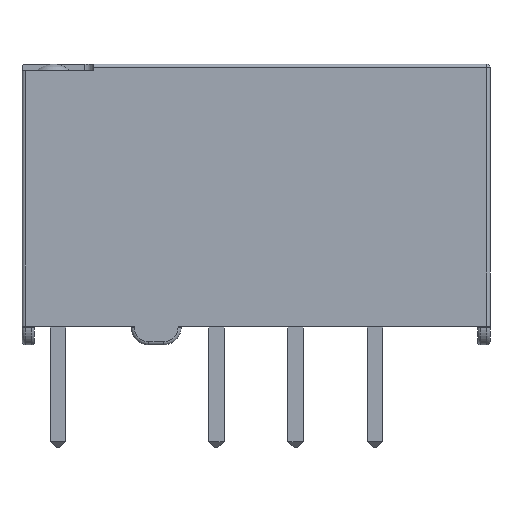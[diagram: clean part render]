
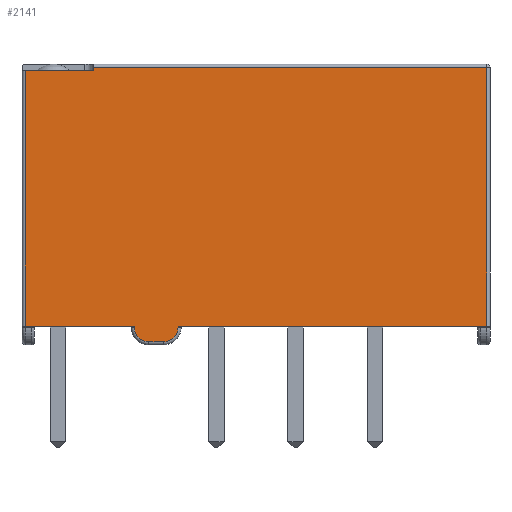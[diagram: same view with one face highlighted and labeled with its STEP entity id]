
A CAD part, front view. The second image highlights one B-rep face of the part: STEP entity #2141.
In plain terms, the highlighted planar face has unit normal (0, -1, 0).
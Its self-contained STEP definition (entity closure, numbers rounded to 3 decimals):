
#1180 = VERTEX_POINT('',#1181);
#1181 = CARTESIAN_POINT('',(-3.9,-3.75,0.6));
#1188 = EDGE_CURVE('',#1189,#1180,#1191,.T.);
#1189 = VERTEX_POINT('',#1190);
#1190 = CARTESIAN_POINT('',(-4.,-3.75,0.6));
#1191 = LINE('',#1192,#1193);
#1192 = CARTESIAN_POINT('',(-0.04,-3.75,0.6));
#1193 = VECTOR('',#1194,1.);
#1194 = DIRECTION('',(1.,0.,0.));
#1196 = EDGE_CURVE('',#1189,#1197,#1199,.T.);
#1197 = VERTEX_POINT('',#1198);
#1198 = CARTESIAN_POINT('',(-7.4,-3.75,0.6));
#1199 = LINE('',#1200,#1201);
#1200 = CARTESIAN_POINT('',(7.5,-3.75,0.6));
#1201 = VECTOR('',#1202,1.);
#1202 = DIRECTION('',(-1.,0.,0.));
#1234 = VERTEX_POINT('',#1235);
#1235 = CARTESIAN_POINT('',(-5.2,-3.75,8.8));
#1241 = EDGE_CURVE('',#1234,#1242,#1244,.T.);
#1242 = VERTEX_POINT('',#1243);
#1243 = CARTESIAN_POINT('',(-7.4,-3.75,8.8));
#1244 = LINE('',#1245,#1246);
#1245 = CARTESIAN_POINT('',(-5.2,-3.75,8.8));
#1246 = VECTOR('',#1247,1.);
#1247 = DIRECTION('',(-1.,0.,0.));
#1276 = EDGE_CURVE('',#1197,#1242,#1277,.T.);
#1277 = LINE('',#1278,#1279);
#1278 = CARTESIAN_POINT('',(-7.4,-3.75,0.6));
#1279 = VECTOR('',#1280,1.);
#1280 = DIRECTION('',(0.,0.,1.));
#1895 = VERTEX_POINT('',#1896);
#1896 = CARTESIAN_POINT('',(7.4,-3.75,8.9));
#1905 = VERTEX_POINT('',#1906);
#1906 = CARTESIAN_POINT('',(-5.2,-3.75,8.9));
#1913 = EDGE_CURVE('',#1895,#1905,#1914,.T.);
#1914 = LINE('',#1915,#1916);
#1915 = CARTESIAN_POINT('',(7.5,-3.75,8.9));
#1916 = VECTOR('',#1917,1.);
#1917 = DIRECTION('',(-1.,0.,0.));
#1935 = EDGE_CURVE('',#1905,#1234,#1936,.T.);
#1936 = LINE('',#1937,#1938);
#1937 = CARTESIAN_POINT('',(-5.2,-3.75,9.));
#1938 = VECTOR('',#1939,1.);
#1939 = DIRECTION('',(-0.,-0.,-1.));
#2141 = ADVANCED_FACE('',(#2142),#2214,.T.);
#2142 = FACE_BOUND('',#2143,.T.);
#2143 = EDGE_LOOP('',(#2144,#2145,#2153,#2162,#2170,#2179,#2187,#2195,
    #2203,#2209,#2210,#2211,#2212,#2213));
#2144 = ORIENTED_EDGE('',*,*,#1188,.T.);
#2145 = ORIENTED_EDGE('',*,*,#2146,.T.);
#2146 = EDGE_CURVE('',#1180,#2147,#2149,.T.);
#2147 = VERTEX_POINT('',#2148);
#2148 = CARTESIAN_POINT('',(-3.9,-3.75,0.56));
#2149 = LINE('',#2150,#2151);
#2150 = CARTESIAN_POINT('',(-3.9,-3.75,0.6));
#2151 = VECTOR('',#2152,1.);
#2152 = DIRECTION('',(0.,0.,-1.));
#2153 = ORIENTED_EDGE('',*,*,#2154,.T.);
#2154 = EDGE_CURVE('',#2147,#2155,#2157,.T.);
#2155 = VERTEX_POINT('',#2156);
#2156 = CARTESIAN_POINT('',(-3.44,-3.75,0.1));
#2157 = CIRCLE('',#2158,0.46);
#2158 = AXIS2_PLACEMENT_3D('',#2159,#2160,#2161);
#2159 = CARTESIAN_POINT('',(-3.44,-3.75,0.56));
#2160 = DIRECTION('',(0.,-1.,0.));
#2161 = DIRECTION('',(-1.,0.,0.));
#2162 = ORIENTED_EDGE('',*,*,#2163,.T.);
#2163 = EDGE_CURVE('',#2155,#2164,#2166,.T.);
#2164 = VERTEX_POINT('',#2165);
#2165 = CARTESIAN_POINT('',(-2.96,-3.75,0.1));
#2166 = LINE('',#2167,#2168);
#2167 = CARTESIAN_POINT('',(-3.44,-3.75,0.1));
#2168 = VECTOR('',#2169,1.);
#2169 = DIRECTION('',(1.,0.,0.));
#2170 = ORIENTED_EDGE('',*,*,#2171,.T.);
#2171 = EDGE_CURVE('',#2164,#2172,#2174,.T.);
#2172 = VERTEX_POINT('',#2173);
#2173 = CARTESIAN_POINT('',(-2.5,-3.75,0.56));
#2174 = CIRCLE('',#2175,0.46);
#2175 = AXIS2_PLACEMENT_3D('',#2176,#2177,#2178);
#2176 = CARTESIAN_POINT('',(-2.96,-3.75,0.56));
#2177 = DIRECTION('',(0.,-1.,0.));
#2178 = DIRECTION('',(0.,0.,-1.));
#2179 = ORIENTED_EDGE('',*,*,#2180,.T.);
#2180 = EDGE_CURVE('',#2172,#2181,#2183,.T.);
#2181 = VERTEX_POINT('',#2182);
#2182 = CARTESIAN_POINT('',(-2.5,-3.75,0.6));
#2183 = LINE('',#2184,#2185);
#2184 = CARTESIAN_POINT('',(-2.5,-3.75,0.56));
#2185 = VECTOR('',#2186,1.);
#2186 = DIRECTION('',(0.,0.,1.));
#2187 = ORIENTED_EDGE('',*,*,#2188,.F.);
#2188 = EDGE_CURVE('',#2189,#2181,#2191,.T.);
#2189 = VERTEX_POINT('',#2190);
#2190 = CARTESIAN_POINT('',(-2.4,-3.75,0.6));
#2191 = LINE('',#2192,#2193);
#2192 = CARTESIAN_POINT('',(-0.04,-3.75,0.6));
#2193 = VECTOR('',#2194,1.);
#2194 = DIRECTION('',(-1.,-0.,-0.));
#2195 = ORIENTED_EDGE('',*,*,#2196,.F.);
#2196 = EDGE_CURVE('',#2197,#2189,#2199,.T.);
#2197 = VERTEX_POINT('',#2198);
#2198 = CARTESIAN_POINT('',(7.4,-3.75,0.6));
#2199 = LINE('',#2200,#2201);
#2200 = CARTESIAN_POINT('',(7.5,-3.75,0.6));
#2201 = VECTOR('',#2202,1.);
#2202 = DIRECTION('',(-1.,0.,0.));
#2203 = ORIENTED_EDGE('',*,*,#2204,.T.);
#2204 = EDGE_CURVE('',#2197,#1895,#2205,.T.);
#2205 = LINE('',#2206,#2207);
#2206 = CARTESIAN_POINT('',(7.4,-3.75,0.6));
#2207 = VECTOR('',#2208,1.);
#2208 = DIRECTION('',(0.,0.,1.));
#2209 = ORIENTED_EDGE('',*,*,#1913,.T.);
#2210 = ORIENTED_EDGE('',*,*,#1935,.T.);
#2211 = ORIENTED_EDGE('',*,*,#1241,.T.);
#2212 = ORIENTED_EDGE('',*,*,#1276,.F.);
#2213 = ORIENTED_EDGE('',*,*,#1196,.F.);
#2214 = PLANE('',#2215);
#2215 = AXIS2_PLACEMENT_3D('',#2216,#2217,#2218);
#2216 = CARTESIAN_POINT('',(-0.08,-3.75,4.668));
#2217 = DIRECTION('',(-0.,-1.,-0.));
#2218 = DIRECTION('',(0.,0.,-1.));
